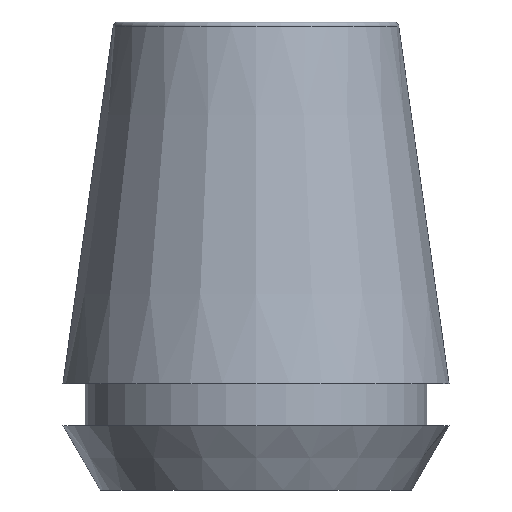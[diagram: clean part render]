
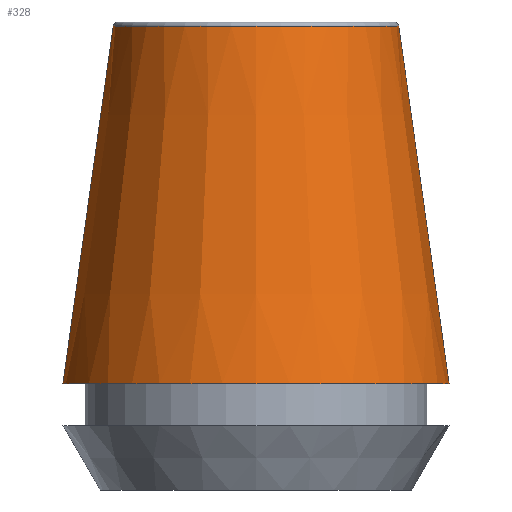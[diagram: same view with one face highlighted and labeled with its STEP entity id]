
A CAD part, front view. The second image highlights one B-rep face of the part: STEP entity #328.
In plain terms, the highlighted conical face has half-angle 8 degrees and reference radius 16.5 mm.
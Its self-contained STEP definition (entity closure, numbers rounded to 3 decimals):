
#6 = CARTESIAN_POINT ( 'NONE',  ( 16.5, 0., 9.1 ) ) ;
#8 = CARTESIAN_POINT ( 'NONE',  ( -16.5, 0., 9.1 ) ) ;
#17 = DIRECTION ( 'NONE',  ( -1., 0., 0. ) ) ;
#30 = VERTEX_POINT ( 'NONE', #198 ) ;
#48 = CIRCLE ( 'NONE', #184, 16.5 ) ;
#54 = DIRECTION ( 'NONE',  ( -0.139, 0., -0.99 ) ) ;
#56 = VERTEX_POINT ( 'NONE', #282 ) ;
#98 = AXIS2_PLACEMENT_3D ( 'NONE', #347, #367, #101 ) ;
#101 = DIRECTION ( 'NONE',  ( 1., 0., 0. ) ) ;
#121 = ORIENTED_EDGE ( 'NONE', *, *, #354, .F. ) ;
#137 = AXIS2_PLACEMENT_3D ( 'NONE', #357, #359, #17 ) ;
#139 = EDGE_LOOP ( 'NONE', ( #121, #202, #325, #144 ) ) ;
#144 = ORIENTED_EDGE ( 'NONE', *, *, #255, .T. ) ;
#147 = FACE_OUTER_BOUND ( 'NONE', #139, .T. ) ;
#148 = LINE ( 'NONE', #304, #285 ) ;
#160 = CONICAL_SURFACE ( 'NONE', #137, 16.5, 0.14 ) ;
#169 = VERTEX_POINT ( 'NONE', #8 ) ;
#178 = EDGE_CURVE ( 'NONE', #30, #56, #309, .T. ) ;
#181 = DIRECTION ( 'NONE',  ( 1., 0., 0. ) ) ;
#184 = AXIS2_PLACEMENT_3D ( 'NONE', #264, #386, #181 ) ;
#195 = EDGE_CURVE ( 'NONE', #30, #169, #148, .T. ) ;
#198 = CARTESIAN_POINT ( 'NONE',  ( -12.206, 0., 39.656 ) ) ;
#202 = ORIENTED_EDGE ( 'NONE', *, *, #178, .F. ) ;
#225 = LINE ( 'NONE', #252, #381 ) ;
#252 = CARTESIAN_POINT ( 'NONE',  ( 16.5, 0., 9.1 ) ) ;
#255 = EDGE_CURVE ( 'NONE', #169, #332, #48, .T. ) ;
#264 = CARTESIAN_POINT ( 'NONE',  ( 0., 0., 9.1 ) ) ;
#273 = DIRECTION ( 'NONE',  ( 0.139, 0., -0.99 ) ) ;
#282 = CARTESIAN_POINT ( 'NONE',  ( 12.206, 0., 39.656 ) ) ;
#285 = VECTOR ( 'NONE', #54, 1000. ) ;
#304 = CARTESIAN_POINT ( 'NONE',  ( -16.5, 0., 9.1 ) ) ;
#309 = CIRCLE ( 'NONE', #98, 12.206 ) ;
#325 = ORIENTED_EDGE ( 'NONE', *, *, #195, .T. ) ;
#328 = ADVANCED_FACE ( 'NONE', ( #147 ), #160, .T. ) ;
#332 = VERTEX_POINT ( 'NONE', #6 ) ;
#347 = CARTESIAN_POINT ( 'NONE',  ( 0., 0., 39.656 ) ) ;
#354 = EDGE_CURVE ( 'NONE', #56, #332, #225, .T. ) ;
#357 = CARTESIAN_POINT ( 'NONE',  ( 0., 0., 9.1 ) ) ;
#359 = DIRECTION ( 'NONE',  ( 0., 0., -1. ) ) ;
#367 = DIRECTION ( 'NONE',  ( 0., 0., 1. ) ) ;
#381 = VECTOR ( 'NONE', #273, 1000. ) ;
#386 = DIRECTION ( 'NONE',  ( 0., 0., 1. ) ) ;
